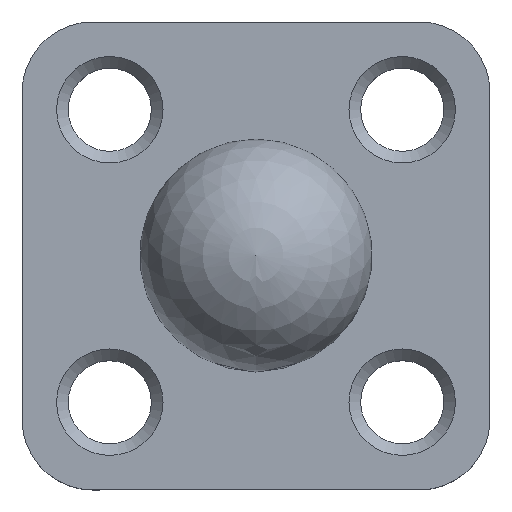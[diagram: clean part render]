
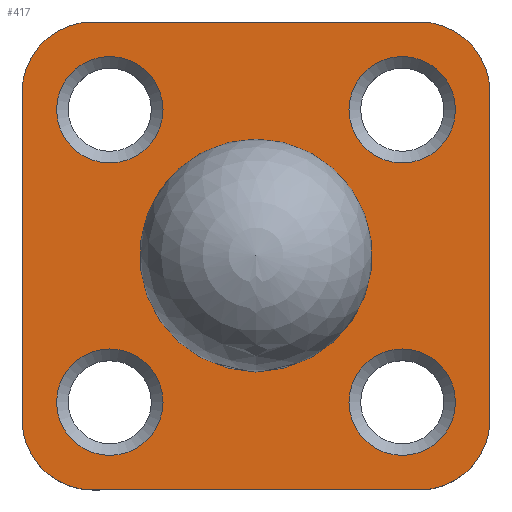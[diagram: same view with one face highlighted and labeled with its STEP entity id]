
A CAD part, top view. The second image highlights one B-rep face of the part: STEP entity #417.
In plain terms, the highlighted planar face has unit normal (0, 0, 1).
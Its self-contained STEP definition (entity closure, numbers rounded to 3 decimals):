
#36=FACE_BOUND('',#80,.T.);
#37=FACE_BOUND('',#81,.T.);
#38=FACE_BOUND('',#82,.T.);
#39=FACE_BOUND('',#83,.T.);
#40=FACE_BOUND('',#84,.T.);
#45=PLANE('',#458);
#56=FACE_OUTER_BOUND('',#79,.T.);
#79=EDGE_LOOP('',(#300,#301,#302,#303,#304,#305,#306,#307));
#80=EDGE_LOOP('',(#308));
#81=EDGE_LOOP('',(#309));
#82=EDGE_LOOP('',(#310,#311,#312,#313));
#83=EDGE_LOOP('',(#314));
#84=EDGE_LOOP('',(#315));
#111=LINE('',#663,#143);
#112=LINE('',#667,#144);
#113=LINE('',#671,#145);
#114=LINE('',#674,#146);
#115=LINE('',#681,#147);
#116=LINE('',#683,#148);
#117=LINE('',#685,#149);
#118=LINE('',#686,#150);
#143=VECTOR('',#524,10.);
#144=VECTOR('',#527,10.);
#145=VECTOR('',#530,10.);
#146=VECTOR('',#533,10.);
#147=VECTOR('',#538,10.);
#148=VECTOR('',#539,10.);
#149=VECTOR('',#540,10.);
#150=VECTOR('',#541,10.);
#174=CIRCLE('',#456,2.275);
#176=CIRCLE('',#459,3.);
#177=CIRCLE('',#460,3.);
#178=CIRCLE('',#461,3.);
#179=CIRCLE('',#462,3.);
#180=CIRCLE('',#463,2.275);
#181=CIRCLE('',#464,2.275);
#182=CIRCLE('',#465,2.275);
#200=VERTEX_POINT('',#653);
#202=VERTEX_POINT('',#659);
#203=VERTEX_POINT('',#660);
#204=VERTEX_POINT('',#662);
#205=VERTEX_POINT('',#664);
#206=VERTEX_POINT('',#666);
#207=VERTEX_POINT('',#668);
#208=VERTEX_POINT('',#670);
#209=VERTEX_POINT('',#672);
#210=VERTEX_POINT('',#675);
#211=VERTEX_POINT('',#677);
#212=VERTEX_POINT('',#679);
#213=VERTEX_POINT('',#680);
#214=VERTEX_POINT('',#682);
#215=VERTEX_POINT('',#684);
#216=VERTEX_POINT('',#687);
#238=EDGE_CURVE('',#200,#200,#174,.T.);
#241=EDGE_CURVE('',#202,#203,#176,.T.);
#242=EDGE_CURVE('',#202,#204,#111,.T.);
#243=EDGE_CURVE('',#205,#204,#177,.T.);
#244=EDGE_CURVE('',#205,#206,#112,.T.);
#245=EDGE_CURVE('',#207,#206,#178,.T.);
#246=EDGE_CURVE('',#207,#208,#113,.T.);
#247=EDGE_CURVE('',#209,#208,#179,.T.);
#248=EDGE_CURVE('',#209,#203,#114,.T.);
#249=EDGE_CURVE('',#210,#210,#180,.T.);
#250=EDGE_CURVE('',#211,#211,#181,.T.);
#251=EDGE_CURVE('',#212,#213,#115,.T.);
#252=EDGE_CURVE('',#213,#214,#116,.T.);
#253=EDGE_CURVE('',#214,#215,#117,.T.);
#254=EDGE_CURVE('',#215,#212,#118,.T.);
#255=EDGE_CURVE('',#216,#216,#182,.T.);
#300=ORIENTED_EDGE('',*,*,#241,.F.);
#301=ORIENTED_EDGE('',*,*,#242,.T.);
#302=ORIENTED_EDGE('',*,*,#243,.F.);
#303=ORIENTED_EDGE('',*,*,#244,.T.);
#304=ORIENTED_EDGE('',*,*,#245,.F.);
#305=ORIENTED_EDGE('',*,*,#246,.T.);
#306=ORIENTED_EDGE('',*,*,#247,.F.);
#307=ORIENTED_EDGE('',*,*,#248,.T.);
#308=ORIENTED_EDGE('',*,*,#249,.F.);
#309=ORIENTED_EDGE('',*,*,#250,.F.);
#310=ORIENTED_EDGE('',*,*,#251,.T.);
#311=ORIENTED_EDGE('',*,*,#252,.T.);
#312=ORIENTED_EDGE('',*,*,#253,.T.);
#313=ORIENTED_EDGE('',*,*,#254,.T.);
#314=ORIENTED_EDGE('',*,*,#255,.F.);
#315=ORIENTED_EDGE('',*,*,#238,.F.);
#417=ADVANCED_FACE('',(#56,#36,#37,#38,#39,#40),#45,.T.);
#456=AXIS2_PLACEMENT_3D('',#654,#515,#516);
#458=AXIS2_PLACEMENT_3D('',#658,#520,#521);
#459=AXIS2_PLACEMENT_3D('',#661,#522,#523);
#460=AXIS2_PLACEMENT_3D('',#665,#525,#526);
#461=AXIS2_PLACEMENT_3D('',#669,#528,#529);
#462=AXIS2_PLACEMENT_3D('',#673,#531,#532);
#463=AXIS2_PLACEMENT_3D('',#676,#534,#535);
#464=AXIS2_PLACEMENT_3D('',#678,#536,#537);
#465=AXIS2_PLACEMENT_3D('',#688,#542,#543);
#515=DIRECTION('center_axis',(0.,0.,1.));
#516=DIRECTION('ref_axis',(-1.,0.,0.));
#520=DIRECTION('center_axis',(0.,0.,1.));
#521=DIRECTION('ref_axis',(1.,0.,0.));
#522=DIRECTION('center_axis',(0.,0.,-1.));
#523=DIRECTION('ref_axis',(0.707,-0.707,0.));
#524=DIRECTION('',(0.,1.,0.));
#525=DIRECTION('center_axis',(0.,0.,-1.));
#526=DIRECTION('ref_axis',(0.707,0.707,0.));
#527=DIRECTION('',(-1.,0.,0.));
#528=DIRECTION('center_axis',(0.,0.,-1.));
#529=DIRECTION('ref_axis',(-0.707,0.707,0.));
#530=DIRECTION('',(0.,-1.,0.));
#531=DIRECTION('center_axis',(0.,0.,-1.));
#532=DIRECTION('ref_axis',(-0.707,-0.707,0.));
#533=DIRECTION('',(1.,0.,0.));
#534=DIRECTION('center_axis',(0.,0.,1.));
#535=DIRECTION('ref_axis',(-1.,0.,0.));
#536=DIRECTION('center_axis',(0.,0.,1.));
#537=DIRECTION('ref_axis',(-1.,0.,0.));
#538=DIRECTION('',(0.,1.,0.));
#539=DIRECTION('',(1.,0.,0.));
#540=DIRECTION('',(0.,-1.,0.));
#541=DIRECTION('',(-1.,0.,0.));
#542=DIRECTION('center_axis',(0.,0.,1.));
#543=DIRECTION('ref_axis',(-1.,0.,0.));
#653=CARTESIAN_POINT('',(6.025,16.25,2.5));
#654=CARTESIAN_POINT('Origin',(3.75,16.25,2.5));
#658=CARTESIAN_POINT('Origin',(10.,10.,2.5));
#659=CARTESIAN_POINT('',(20.,3.,2.5));
#660=CARTESIAN_POINT('',(17.,0.,2.5));
#661=CARTESIAN_POINT('Origin',(17.,3.,2.5));
#662=CARTESIAN_POINT('',(20.,17.,2.5));
#663=CARTESIAN_POINT('',(20.,0.,2.5));
#664=CARTESIAN_POINT('',(17.,20.,2.5));
#665=CARTESIAN_POINT('Origin',(17.,17.,2.5));
#666=CARTESIAN_POINT('',(3.,20.,2.5));
#667=CARTESIAN_POINT('',(20.,20.,2.5));
#668=CARTESIAN_POINT('',(0.,17.,2.5));
#669=CARTESIAN_POINT('Origin',(3.,17.,2.5));
#670=CARTESIAN_POINT('',(0.,3.,2.5));
#671=CARTESIAN_POINT('',(0.,20.,2.5));
#672=CARTESIAN_POINT('',(3.,0.,2.5));
#673=CARTESIAN_POINT('Origin',(3.,3.,2.5));
#674=CARTESIAN_POINT('',(0.,0.,2.5));
#675=CARTESIAN_POINT('',(18.525,16.25,2.5));
#676=CARTESIAN_POINT('Origin',(16.25,16.25,2.5));
#677=CARTESIAN_POINT('',(6.025,3.75,2.5));
#678=CARTESIAN_POINT('Origin',(3.75,3.75,2.5));
#679=CARTESIAN_POINT('',(7.5,7.5,2.5));
#680=CARTESIAN_POINT('',(7.5,12.5,2.5));
#681=CARTESIAN_POINT('',(7.5,11.25,2.5));
#682=CARTESIAN_POINT('',(12.5,12.5,2.5));
#683=CARTESIAN_POINT('',(11.25,12.5,2.5));
#684=CARTESIAN_POINT('',(12.5,7.5,2.5));
#685=CARTESIAN_POINT('',(12.5,8.75,2.5));
#686=CARTESIAN_POINT('',(8.75,7.5,2.5));
#687=CARTESIAN_POINT('',(18.525,3.75,2.5));
#688=CARTESIAN_POINT('Origin',(16.25,3.75,2.5));
